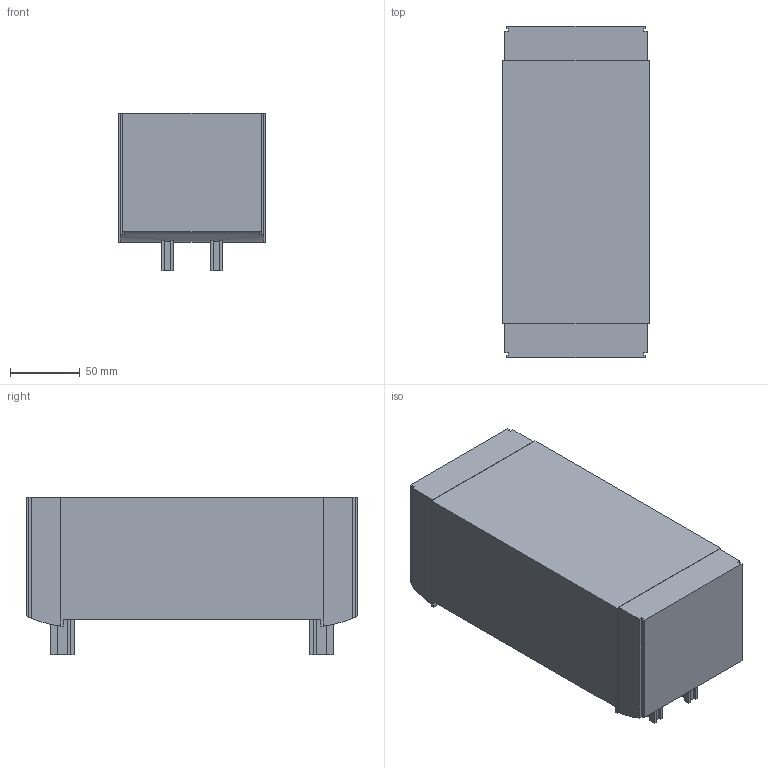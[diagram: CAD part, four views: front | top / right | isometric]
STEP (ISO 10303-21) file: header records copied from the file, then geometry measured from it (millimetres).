
FILE_DESCRIPTION (( 'STEP AP214' ), '1' );
FILE_NAME ('nzm2_xsvs.STEP', '2010-07-13T06:03:59', ( 'mvlk' ), ( '' ), 'SwSTEP 2.0', 'SolidWorks 2008', '' );
FILE_SCHEMA (( 'AUTOMOTIVE_DESIGN' ));
Length unit declared in the file: millimetre
Products named in the file (4): 130842_dummy; 130842_part2; 130842_part1; nzm2_xsvs
Assembly tree (3 placements, depth 2):
  130842_dummy
  nzm2_xsvs
    130842_part1
    130842_part2  x2
Bounding box: 105 x 237 x 113 mm (x, y, z)
Volume: 2180441.9 mm3; surface area: 155186 mm2
Topology: 3 solids, 3 shells, 188 faces, 546 edges, 364 vertices
Faces by surface type: plane 186, cylinder 2
Entity records: 4888 total; most frequent: CARTESIAN_POINT 868, ORIENTED_EDGE 858, DIRECTION 753, EDGE_CURVE 429, LINE 411, VECTOR 411, VERTEX_POINT 286, AXIS2_PLACEMENT_3D 171
